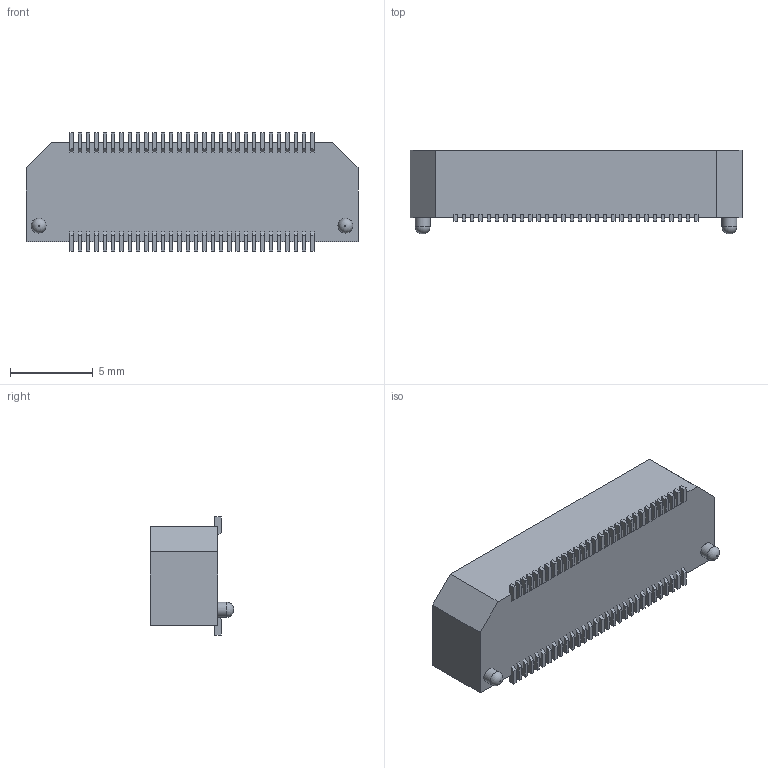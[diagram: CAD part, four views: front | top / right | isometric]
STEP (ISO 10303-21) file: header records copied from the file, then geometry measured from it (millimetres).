
FILE_DESCRIPTION(/* description */ ('STEP AP214'),/* implementation_level */ '2;1');
FILE_NAME(/* name */ 'BTH-030-01-F-D-A',/* time_stamp */ '2022-10-04T14:48:28+02:00',/* author */ ('License CC BY-ND 4.0'),/* organization */ ('CADENAS'),/* preprocessor_version */ 'ST-DEVELOPER v18.102',/* originating_system */ 'PARTsolutions',/* authorisation */ ' ');
FILE_SCHEMA (('AUTOMOTIVE_DESIGN {1 0 10303 214 3 1 1}'));
Length unit declared in the file: inch
Products named in the file (3): BTH-030-01-F-D-A; T-1S39-01-030; BTH-030-01-D-A_terminal
Assembly tree (2 placements, depth 2):
  BTH-030-01-F-D-A
    T-1S39-01-030
    BTH-030-01-D-A_terminal
Bounding box: 20 x 5.02 x 7.11 mm (x, y, z)
Volume: 332 mm3; surface area: 1107.2 mm2
Topology: 2 solids, 2 shells, 1047 faces, 3058 edges, 1960 vertices
Faces by surface type: plane 1043, cylinder 2, torus 2
Full cylindrical faces by diameter (mm): 0.889 x2
Entity records: 33766 total; most frequent: ORIENTED_EDGE 6104, CARTESIAN_POINT 6060, DIRECTION 5158, EDGE_CURVE 3052, LINE 3046, VECTOR 3046, VERTEX_POINT 1958, AXIS2_PLACEMENT_3D 1056
